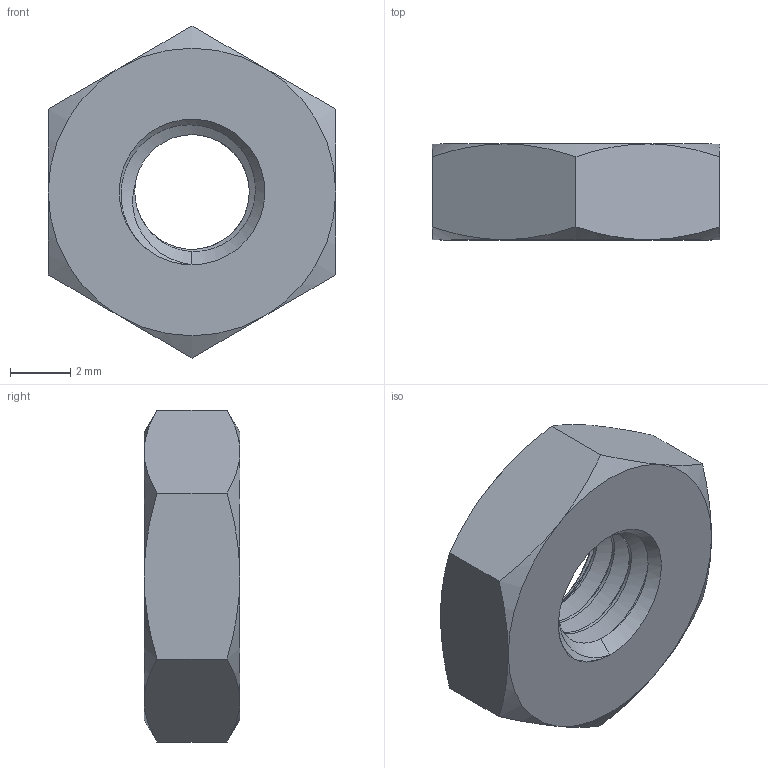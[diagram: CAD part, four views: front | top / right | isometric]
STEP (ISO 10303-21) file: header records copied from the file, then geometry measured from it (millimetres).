
FILE_DESCRIPTION(/* description */ (''),/* implementation_level */ '2;1');
FILE_NAME(/* name */ 'Pulley Assembly.91841A195.step',/* time_stamp */ '2020-09-18T12:55:41-07:00',/* author */ (''),/* organization */ (''),/* preprocessor_version */ 'ST-DEVELOPER v18.1',/* originating_system */ 'Autodesk Translation Framework v9.3.0.1241',/* authorisation */ '');
FILE_SCHEMA (('AUTOMOTIVE_DESIGN { 1 0 10303 214 3 1 1 }'));
Length unit declared in the file: millimetre
Products named in the file (1): 91841A195
Bounding box: 9.53 x 3.17 x 11 mm (x, y, z)
Volume: 199.6 mm3; surface area: 291.8 mm2
Topology: 1 solids, 1 shells, 35 faces, 82 edges, 49 vertices
Faces by surface type: cone 16, cylinder 9, plane 8, bspline 2
Full cylindrical faces by diameter (mm): 3.795 x2, 4.826 x3
Entity records: 1740 total; most frequent: CARTESIAN_POINT 1030, ORIENTED_EDGE 164, DIRECTION 119, EDGE_CURVE 82, AXIS2_PLACEMENT_3D 52, VERTEX_POINT 49, EDGE_LOOP 37, FACE_OUTER_BOUND 35
